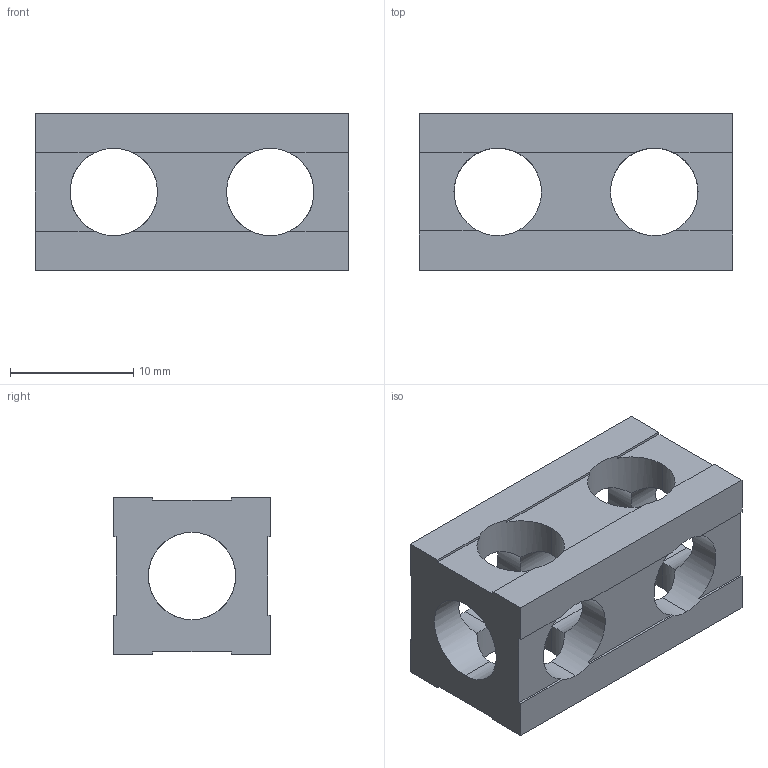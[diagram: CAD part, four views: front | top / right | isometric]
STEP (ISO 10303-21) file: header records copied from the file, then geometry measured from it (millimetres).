
FILE_DESCRIPTION (( 'STEP AP214' ), '1' );
FILE_NAME ('B11-2-1-N.STEP', '2016-08-03T18:13:51', ( '' ), ( '' ), 'SwSTEP 2.0', 'SolidWorks 2014', '' );
FILE_SCHEMA (( 'AUTOMOTIVE_DESIGN' ));
Length unit declared in the file: millimetre
Products named in the file (1): B11-2-1-N
Bounding box: 25.4 x 12.7 x 12.7 mm (x, y, z)
Volume: 2023.9 mm3; surface area: 2056.3 mm2
Topology: 1 solids, 1 shells, 68 faces, 238 edges, 156 vertices
Faces by surface type: plane 46, cylinder 22
Entity records: 2620 total; most frequent: CARTESIAN_POINT 583, ORIENTED_EDGE 476, DIRECTION 388, EDGE_CURVE 238, VERTEX_POINT 156, VECTOR 146, LINE 146, AXIS2_PLACEMENT_3D 121
